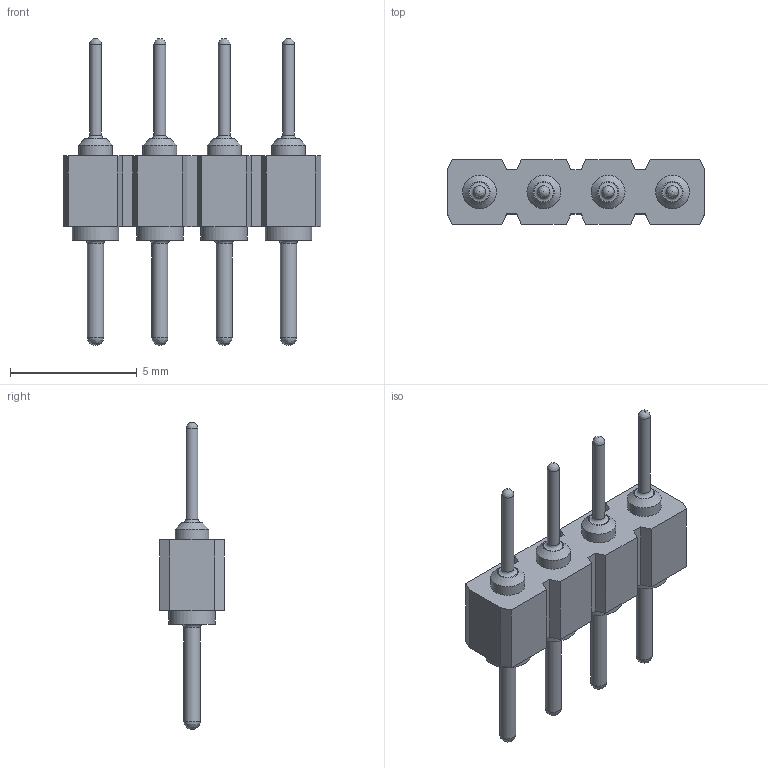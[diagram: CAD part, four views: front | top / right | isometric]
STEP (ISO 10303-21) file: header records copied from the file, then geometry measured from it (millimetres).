
FILE_DESCRIPTION(/* description */ (''),/* implementation_level */ '2;1');
FILE_NAME(/* name */ 'PRECI-DIP_350-V3-104-00-001101.stp',/* time_stamp */ '2016-03-18T11:36:50+01:00',/* author */ ('bcivel'),/* organization */ (''),/* preprocessor_version */ 'ST-DEVELOPER v15.5',/* originating_system */ 'AutoCAD Mechanical',/* authorisation */ '');
FILE_SCHEMA (('AUTOMOTIVE_DESIGN { 1 0 10303 214 3 1 1 }'));
Length unit declared in the file: millimetre
Products named in the file (1): Product
Bounding box: 10.16 x 2.54 x 12.12 mm (x, y, z)
Volume: 84.7 mm3; surface area: 233.4 mm2
Topology: 9 solids, 9 shells, 94 faces, 204 edges, 136 vertices
Faces by surface type: plane 58, cylinder 16, torus 8, bspline 8, cone 4
Full cylindrical faces by diameter (mm): 0.47 x4, 0.64 x4, 1.33 x4, 1.83 x4
Entity records: 2606 total; most frequent: CARTESIAN_POINT 623, DIRECTION 406, ORIENTED_EDGE 344, EDGE_CURVE 172, AXIS2_PLACEMENT_3D 155, VERTEX_POINT 132, EDGE_LOOP 130, LINE 96
